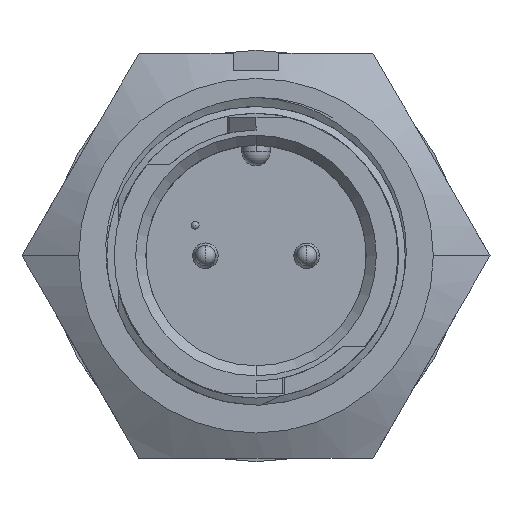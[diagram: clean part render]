
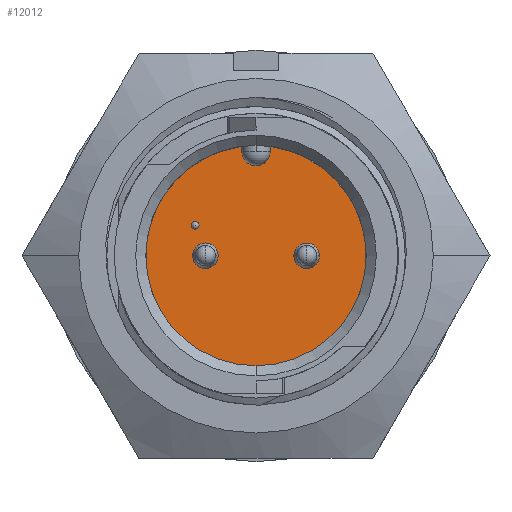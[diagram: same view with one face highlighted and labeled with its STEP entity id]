
A CAD part, top view. The second image highlights one B-rep face of the part: STEP entity #12012.
In plain terms, the highlighted planar face has unit normal (0, 0, 1).
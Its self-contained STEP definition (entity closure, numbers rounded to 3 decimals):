
#73 = DIRECTION ( 'NONE',  ( 1., 0., 0. ) ) ;
#103 = EDGE_CURVE ( 'NONE', #11901, #6227, #10245, .T. ) ;
#135 = VECTOR ( 'NONE', #7678, 1000. ) ;
#199 = EDGE_LOOP ( 'NONE', ( #402, #11365 ) ) ;
#361 = VERTEX_POINT ( 'NONE', #1736 ) ;
#402 = ORIENTED_EDGE ( 'NONE', *, *, #5971, .F. ) ;
#638 = FACE_BOUND ( 'NONE', #10463, .T. ) ;
#690 = CARTESIAN_POINT ( 'NONE',  ( -2.54, 0.003, -8.382 ) ) ;
#725 = ORIENTED_EDGE ( 'NONE', *, *, #7271, .F. ) ;
#864 = AXIS2_PLACEMENT_3D ( 'NONE', #11997, #10333, #9429 ) ;
#880 = VERTEX_POINT ( 'NONE', #6230 ) ;
#1165 = EDGE_CURVE ( 'NONE', #880, #6801, #9855, .T. ) ;
#1212 = DIRECTION ( 'NONE',  ( 0., 0., 1. ) ) ;
#1499 = EDGE_CURVE ( 'NONE', #4604, #6680, #2075, .T. ) ;
#1736 = CARTESIAN_POINT ( 'NONE',  ( 0.711, 5.22, -8.382 ) ) ;
#2075 = CIRCLE ( 'NONE', #10788, 5.524 ) ;
#2107 = CIRCLE ( 'NONE', #8170, 0.643 ) ;
#2647 = ORIENTED_EDGE ( 'NONE', *, *, #9326, .T. ) ;
#2882 = CIRCLE ( 'NONE', #8759, 0.643 ) ;
#3007 = AXIS2_PLACEMENT_3D ( 'NONE', #3953, #12447, #7549 ) ;
#3099 = ORIENTED_EDGE ( 'NONE', *, *, #7292, .F. ) ;
#3115 = CIRCLE ( 'NONE', #10404, 0.643 ) ;
#3375 = DIRECTION ( 'NONE',  ( 1., 0., 0. ) ) ;
#3454 = ORIENTED_EDGE ( 'NONE', *, *, #12545, .F. ) ;
#3593 = ORIENTED_EDGE ( 'NONE', *, *, #6725, .F. ) ;
#3610 = ORIENTED_EDGE ( 'NONE', *, *, #1499, .T. ) ;
#3932 = VERTEX_POINT ( 'NONE', #5279 ) ;
#3953 = CARTESIAN_POINT ( 'NONE',  ( -3.048, 1.524, -8.382 ) ) ;
#4213 = CIRCLE ( 'NONE', #5613, 0.711 ) ;
#4388 = DIRECTION ( 'NONE',  ( 0., 0., 1. ) ) ;
#4501 = DIRECTION ( 'NONE',  ( 0., 0., -1. ) ) ;
#4530 = VECTOR ( 'NONE', #6269, 1000. ) ;
#4569 = CARTESIAN_POINT ( 'NONE',  ( 0.711, 5.479, -8.382 ) ) ;
#4604 = VERTEX_POINT ( 'NONE', #9602 ) ;
#4617 = DIRECTION ( 'NONE',  ( 1., 0., 0. ) ) ;
#4686 = FACE_BOUND ( 'NONE', #199, .T. ) ;
#4765 = AXIS2_PLACEMENT_3D ( 'NONE', #7189, #11078, #10188 ) ;
#4841 = VERTEX_POINT ( 'NONE', #8775 ) ;
#5259 = LINE ( 'NONE', #9190, #4530 ) ;
#5279 = CARTESIAN_POINT ( 'NONE',  ( 3.183, 0., -8.382 ) ) ;
#5504 = CARTESIAN_POINT ( 'NONE',  ( 0., 5.22, -8.382 ) ) ;
#5506 = DIRECTION ( 'NONE',  ( 0., -1., 0. ) ) ;
#5613 = AXIS2_PLACEMENT_3D ( 'NONE', #5504, #6277, #10164 ) ;
#5632 = PLANE ( 'NONE',  #10709 ) ;
#5694 = FACE_BOUND ( 'NONE', #10262, .T. ) ;
#5743 = AXIS2_PLACEMENT_3D ( 'NONE', #8191, #12071, #3375 ) ;
#5758 = ORIENTED_EDGE ( 'NONE', *, *, #1165, .F. ) ;
#5769 = CARTESIAN_POINT ( 'NONE',  ( -0.711, 5.22, -8.382 ) ) ;
#5911 = CARTESIAN_POINT ( 'NONE',  ( -3.048, 1.715, -8.382 ) ) ;
#5971 = EDGE_CURVE ( 'NONE', #6227, #11901, #8677, .T. ) ;
#6227 = VERTEX_POINT ( 'NONE', #5911 ) ;
#6230 = CARTESIAN_POINT ( 'NONE',  ( -0.711, 5.479, -8.382 ) ) ;
#6269 = DIRECTION ( 'NONE',  ( 0., 1., 0. ) ) ;
#6277 = DIRECTION ( 'NONE',  ( 0., 0., 1. ) ) ;
#6342 = CARTESIAN_POINT ( 'NONE',  ( 0., 0., -8.382 ) ) ;
#6578 = DIRECTION ( 'NONE',  ( 0., 1., 0. ) ) ;
#6680 = VERTEX_POINT ( 'NONE', #4569 ) ;
#6725 = EDGE_CURVE ( 'NONE', #7575, #3932, #9378, .T. ) ;
#6801 = VERTEX_POINT ( 'NONE', #5769 ) ;
#6845 = CARTESIAN_POINT ( 'NONE',  ( 2.54, 0., -8.382 ) ) ;
#6881 = EDGE_LOOP ( 'NONE', ( #5758, #2647, #3610, #725, #3454 ) ) ;
#6997 = EDGE_CURVE ( 'NONE', #4841, #7373, #2107, .T. ) ;
#7189 = CARTESIAN_POINT ( 'NONE',  ( -3.048, 1.524, -8.382 ) ) ;
#7271 = EDGE_CURVE ( 'NONE', #361, #6680, #5259, .T. ) ;
#7278 = DIRECTION ( 'NONE',  ( 0., 0., 1. ) ) ;
#7292 = EDGE_CURVE ( 'NONE', #7373, #4841, #3115, .T. ) ;
#7373 = VERTEX_POINT ( 'NONE', #10653 ) ;
#7549 = DIRECTION ( 'NONE',  ( 0., 1., 0. ) ) ;
#7575 = VERTEX_POINT ( 'NONE', #8809 ) ;
#7678 = DIRECTION ( 'NONE',  ( 0., -1., 0. ) ) ;
#8170 = AXIS2_PLACEMENT_3D ( 'NONE', #9845, #1212, #11926 ) ;
#8191 = CARTESIAN_POINT ( 'NONE',  ( 2.54, 0., -8.382 ) ) ;
#8677 = CIRCLE ( 'NONE', #3007, 0.191 ) ;
#8759 = AXIS2_PLACEMENT_3D ( 'NONE', #6845, #9641, #73 ) ;
#8775 = CARTESIAN_POINT ( 'NONE',  ( -3.183, 0.003, -8.382 ) ) ;
#8809 = CARTESIAN_POINT ( 'NONE',  ( 1.897, 0., -8.382 ) ) ;
#9131 = CARTESIAN_POINT ( 'NONE',  ( -3.048, 1.333, -8.382 ) ) ;
#9190 = CARTESIAN_POINT ( 'NONE',  ( 0.711, 5.22, -8.382 ) ) ;
#9237 = ORIENTED_EDGE ( 'NONE', *, *, #11589, .F. ) ;
#9326 = EDGE_CURVE ( 'NONE', #880, #4604, #12407, .T. ) ;
#9378 = CIRCLE ( 'NONE', #5743, 0.643 ) ;
#9429 = DIRECTION ( 'NONE',  ( 0., -1., 0. ) ) ;
#9440 = CARTESIAN_POINT ( 'NONE',  ( 0., 0., -8.382 ) ) ;
#9602 = CARTESIAN_POINT ( 'NONE',  ( 0., -5.524, -8.382 ) ) ;
#9641 = DIRECTION ( 'NONE',  ( 0., 0., 1. ) ) ;
#9845 = CARTESIAN_POINT ( 'NONE',  ( -2.54, 0.003, -8.382 ) ) ;
#9855 = LINE ( 'NONE', #11562, #135 ) ;
#10164 = DIRECTION ( 'NONE',  ( 1., 0., 0. ) ) ;
#10188 = DIRECTION ( 'NONE',  ( 0., 1., 0. ) ) ;
#10245 = CIRCLE ( 'NONE', #4765, 0.191 ) ;
#10262 = EDGE_LOOP ( 'NONE', ( #3099, #11030 ) ) ;
#10333 = DIRECTION ( 'NONE',  ( 0., 0., 1. ) ) ;
#10404 = AXIS2_PLACEMENT_3D ( 'NONE', #690, #7278, #4617 ) ;
#10463 = EDGE_LOOP ( 'NONE', ( #9237, #3593 ) ) ;
#10653 = CARTESIAN_POINT ( 'NONE',  ( -1.897, 0.003, -8.382 ) ) ;
#10709 = AXIS2_PLACEMENT_3D ( 'NONE', #9440, #4501, #6578 ) ;
#10788 = AXIS2_PLACEMENT_3D ( 'NONE', #6342, #4388, #5506 ) ;
#11030 = ORIENTED_EDGE ( 'NONE', *, *, #6997, .F. ) ;
#11078 = DIRECTION ( 'NONE',  ( 0., 0., 1. ) ) ;
#11365 = ORIENTED_EDGE ( 'NONE', *, *, #103, .F. ) ;
#11562 = CARTESIAN_POINT ( 'NONE',  ( -0.711, 5.479, -8.382 ) ) ;
#11589 = EDGE_CURVE ( 'NONE', #3932, #7575, #2882, .T. ) ;
#11901 = VERTEX_POINT ( 'NONE', #9131 ) ;
#11926 = DIRECTION ( 'NONE',  ( 1., 0., 0. ) ) ;
#11997 = CARTESIAN_POINT ( 'NONE',  ( 0., 0., -8.382 ) ) ;
#12012 = ADVANCED_FACE ( 'NONE', ( #12300, #4686, #638, #5694 ), #5632, .F. ) ;
#12071 = DIRECTION ( 'NONE',  ( 0., 0., 1. ) ) ;
#12300 = FACE_OUTER_BOUND ( 'NONE', #6881, .T. ) ;
#12407 = CIRCLE ( 'NONE', #864, 5.524 ) ;
#12447 = DIRECTION ( 'NONE',  ( 0., 0., 1. ) ) ;
#12545 = EDGE_CURVE ( 'NONE', #6801, #361, #4213, .T. ) ;
